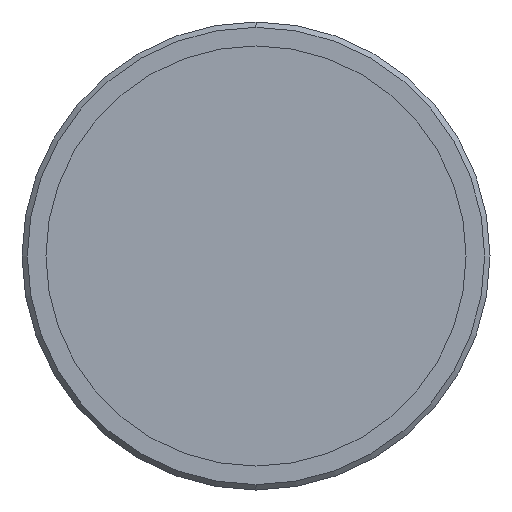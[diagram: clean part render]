
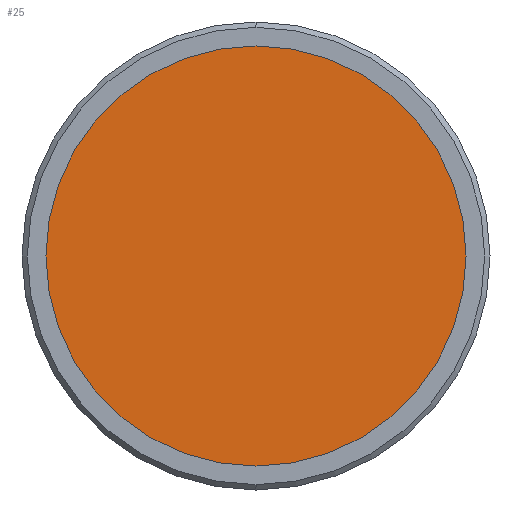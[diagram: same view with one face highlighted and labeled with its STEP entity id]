
A CAD part, left-side view. The second image highlights one B-rep face of the part: STEP entity #25.
In plain terms, the highlighted planar face has unit normal (-1, 0, 0).
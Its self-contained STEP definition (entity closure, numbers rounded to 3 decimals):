
#25 = ADVANCED_FACE ( 'NONE', ( #1074 ), #1603, .F. ) ;
#288 = EDGE_CURVE ( 'NONE', #928, #925, #773, .T. ) ;
#341 = EDGE_CURVE ( 'NONE', #925, #928, #828, .T. ) ;
#773 = CIRCLE ( 'NONE', #2249, 19.75 ) ;
#828 = CIRCLE ( 'NONE', #2210, 19.75 ) ;
#925 = VERTEX_POINT ( 'NONE', #2570 ) ;
#928 = VERTEX_POINT ( 'NONE', #2561 ) ;
#1074 = FACE_OUTER_BOUND ( 'NONE', #3945, .T. ) ;
#1410 = AXIS2_PLACEMENT_3D ( 'NONE', #1612, #1613, #1596 ) ;
#1596 = DIRECTION ( 'NONE',  ( 0., 0., -1. ) ) ;
#1603 = PLANE ( 'NONE',  #1410 ) ;
#1612 = CARTESIAN_POINT ( 'NONE',  ( 2.298, -19.987, 19.987 ) ) ;
#1613 = DIRECTION ( 'NONE',  ( 1., 0., 0. ) ) ;
#1997 = CARTESIAN_POINT ( 'NONE',  ( 2.298, 0., 0. ) ) ;
#1999 = DIRECTION ( 'NONE',  ( 0., -1., 0. ) ) ;
#2012 = DIRECTION ( 'NONE',  ( 1., 0., 0. ) ) ;
#2210 = AXIS2_PLACEMENT_3D ( 'NONE', #2761, #2756, #2766 ) ;
#2249 = AXIS2_PLACEMENT_3D ( 'NONE', #1997, #2012, #1999 ) ;
#2561 = CARTESIAN_POINT ( 'NONE',  ( 2.298, -19.75, 0. ) ) ;
#2570 = CARTESIAN_POINT ( 'NONE',  ( 2.298, 19.75, 0. ) ) ;
#2756 = DIRECTION ( 'NONE',  ( 1., 0., 0. ) ) ;
#2761 = CARTESIAN_POINT ( 'NONE',  ( 2.298, 0., 0. ) ) ;
#2766 = DIRECTION ( 'NONE',  ( 0., -1., 0. ) ) ;
#3945 = EDGE_LOOP ( 'NONE', ( #4256, #4250 ) ) ;
#4250 = ORIENTED_EDGE ( 'NONE', *, *, #341, .F. ) ;
#4256 = ORIENTED_EDGE ( 'NONE', *, *, #288, .F. ) ;
